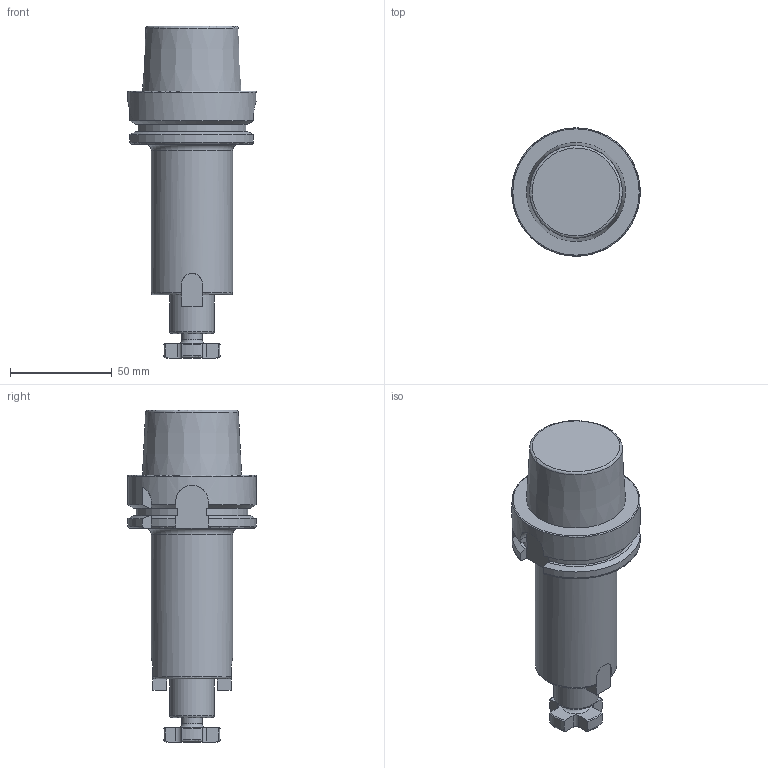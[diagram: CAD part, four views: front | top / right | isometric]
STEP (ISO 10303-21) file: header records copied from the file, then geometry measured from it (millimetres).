
FILE_DESCRIPTION(/* description */ (''),/* implementation_level */ '2;1');
FILE_NAME(/* name */ 'HSKA63-SM22-100-F3L1.stp',/* time_stamp */ '2019-11-06T07:46:17+05:00',/* author */ (''),/* organization */ (''),/* preprocessor_version */ 'ST-DEVELOPER v16.7',/* originating_system */ 'SIEMENS PLM Software NX 12.0',/* authorisation */ '');
FILE_SCHEMA (('AUTOMOTIVE_DESIGN { 1 0 10303 214 3 1 1 1 }'));
Length unit declared in the file: millimetre
Products named in the file (1): inpu1D4CF721ty3f
Bounding box: 63 x 63 x 163 mm (x, y, z)
Volume: 235166.6 mm3; surface area: 34739.1 mm2
Topology: 5 solids, 5 shells, 109 faces, 291 edges, 197 vertices
Faces by surface type: plane 54, cylinder 27, torus 14, cone 14
Full cylindrical faces by diameter (mm): 10 x3, 22 x1, 40 x1, 63 x1
Entity records: 3683 total; most frequent: CARTESIAN_POINT 1015, ORIENTED_EDGE 534, DIRECTION 520, EDGE_CURVE 267, AXIS2_PLACEMENT_3D 194, VERTEX_POINT 188, LINE 132, VECTOR 132
